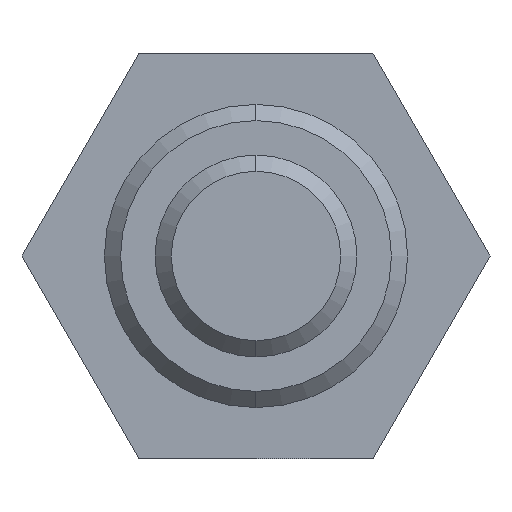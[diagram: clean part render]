
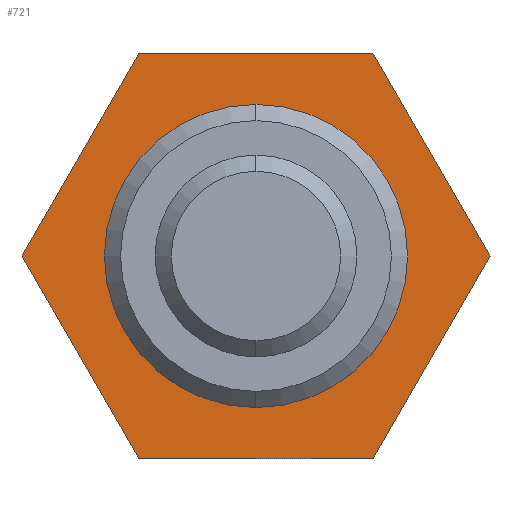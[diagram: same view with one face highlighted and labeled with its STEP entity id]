
A CAD part, front view. The second image highlights one B-rep face of the part: STEP entity #721.
In plain terms, the highlighted planar face has unit normal (0, -1, 0).
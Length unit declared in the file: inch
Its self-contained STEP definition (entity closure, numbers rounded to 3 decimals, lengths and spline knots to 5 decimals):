
#30 = VECTOR ( 'NONE', #62, 39.37008 ) ;
#31 = LINE ( 'NONE', #759, #30 ) ;
#36 = VECTOR ( 'NONE', #270, 39.37008 ) ;
#39 = VECTOR ( 'NONE', #663, 39.37008 ) ;
#40 = LINE ( 'NONE', #202, #36 ) ;
#41 = VECTOR ( 'NONE', #57, 39.37008 ) ;
#42 = LINE ( 'NONE', #562, #39 ) ;
#43 = VECTOR ( 'NONE', #987, 39.37008 ) ;
#45 = LINE ( 'NONE', #993, #41 ) ;
#56 = LINE ( 'NONE', #266, #43 ) ;
#57 = DIRECTION ( 'NONE',  ( 0.5, 0., -0.866 ) ) ;
#61 = DIRECTION ( 'NONE',  ( 1., 0., 0. ) ) ;
#62 = DIRECTION ( 'NONE',  ( 0.5, 0., 0.866 ) ) ;
#69 = VECTOR ( 'NONE', #61, 39.37008 ) ;
#87 = DIRECTION ( 'NONE',  ( 0., -1., 0. ) ) ;
#104 = ORIENTED_EDGE ( 'NONE', *, *, #856, .T. ) ;
#123 = CARTESIAN_POINT ( 'NONE',  ( -1.50815, -2.853, -0.84326 ) ) ;
#184 = FACE_BOUND ( 'NONE', #491, .T. ) ;
#202 = CARTESIAN_POINT ( 'NONE',  ( -1.65249, -2.853, -0.40626 ) ) ;
#203 = FACE_OUTER_BOUND ( 'NONE', #625, .T. ) ;
#219 = CIRCLE ( 'NONE', #490, 0.187 ) ;
#247 = VERTEX_POINT ( 'NONE', #407 ) ;
#251 = VERTEX_POINT ( 'NONE', #382 ) ;
#258 = CARTESIAN_POINT ( 'NONE',  ( -1.50815, -2.853, -0.65626 ) ) ;
#266 = CARTESIAN_POINT ( 'NONE',  ( -1.36382, -2.853, -0.40626 ) ) ;
#270 = DIRECTION ( 'NONE',  ( -0.5, 0., -0.866 ) ) ;
#274 = ORIENTED_EDGE ( 'NONE', *, *, #861, .T. ) ;
#288 = CIRCLE ( 'NONE', #529, 0.187 ) ;
#292 = CARTESIAN_POINT ( 'NONE',  ( -1.36382, -2.853, -0.40626 ) ) ;
#323 = DIRECTION ( 'NONE',  ( 0., 0., -1. ) ) ;
#343 = CARTESIAN_POINT ( 'NONE',  ( -1.79683, -2.853, -0.65626 ) ) ;
#355 = CARTESIAN_POINT ( 'NONE',  ( -1.50815, -2.853, -0.65626 ) ) ;
#382 = CARTESIAN_POINT ( 'NONE',  ( -1.65249, -2.853, -0.40626 ) ) ;
#407 = CARTESIAN_POINT ( 'NONE',  ( -1.36382, -2.853, -0.90626 ) ) ;
#411 = VERTEX_POINT ( 'NONE', #893 ) ;
#415 = DIRECTION ( 'NONE',  ( 0., 0., -1. ) ) ;
#425 = VERTEX_POINT ( 'NONE', #343 ) ;
#428 = VERTEX_POINT ( 'NONE', #929 ) ;
#482 = AXIS2_PLACEMENT_3D ( 'NONE', #591, #87, #599 ) ;
#487 = VERTEX_POINT ( 'NONE', #292 ) ;
#490 = AXIS2_PLACEMENT_3D ( 'NONE', #258, #842, #323 ) ;
#491 = EDGE_LOOP ( 'NONE', ( #919, #942 ) ) ;
#504 = PLANE ( 'NONE',  #482 ) ;
#529 = AXIS2_PLACEMENT_3D ( 'NONE', #355, #946, #415 ) ;
#535 = EDGE_CURVE ( 'NONE', #930, #939, #288, .T. ) ;
#554 = ORIENTED_EDGE ( 'NONE', *, *, #853, .T. ) ;
#562 = CARTESIAN_POINT ( 'NONE',  ( -1.21948, -2.853, -0.65626 ) ) ;
#564 = CARTESIAN_POINT ( 'NONE',  ( -1.65249, -2.853, -0.90626 ) ) ;
#591 = CARTESIAN_POINT ( 'NONE',  ( -1.65249, -2.853, -0.40626 ) ) ;
#599 = DIRECTION ( 'NONE',  ( 0., 0., -1. ) ) ;
#625 = EDGE_LOOP ( 'NONE', ( #777, #274, #554, #815, #1005, #104 ) ) ;
#663 = DIRECTION ( 'NONE',  ( -0.5, 0., 0.866 ) ) ;
#700 = EDGE_CURVE ( 'NONE', #939, #930, #219, .T. ) ;
#721 = ADVANCED_FACE ( 'NONE', ( #184, #203 ), #504, .T. ) ;
#759 = CARTESIAN_POINT ( 'NONE',  ( -1.36382, -2.853, -0.90626 ) ) ;
#777 = ORIENTED_EDGE ( 'NONE', *, *, #849, .T. ) ;
#815 = ORIENTED_EDGE ( 'NONE', *, *, #822, .T. ) ;
#822 = EDGE_CURVE ( 'NONE', #428, #247, #958, .T. ) ;
#842 = DIRECTION ( 'NONE',  ( 0., -1., 0. ) ) ;
#849 = EDGE_CURVE ( 'NONE', #487, #251, #56, .T. ) ;
#851 = CARTESIAN_POINT ( 'NONE',  ( -1.50815, -2.853, -0.46926 ) ) ;
#853 = EDGE_CURVE ( 'NONE', #425, #428, #45, .T. ) ;
#856 = EDGE_CURVE ( 'NONE', #411, #487, #42, .T. ) ;
#861 = EDGE_CURVE ( 'NONE', #251, #425, #40, .T. ) ;
#868 = EDGE_CURVE ( 'NONE', #247, #411, #31, .T. ) ;
#893 = CARTESIAN_POINT ( 'NONE',  ( -1.21948, -2.853, -0.65626 ) ) ;
#919 = ORIENTED_EDGE ( 'NONE', *, *, #700, .F. ) ;
#929 = CARTESIAN_POINT ( 'NONE',  ( -1.65249, -2.853, -0.90626 ) ) ;
#930 = VERTEX_POINT ( 'NONE', #123 ) ;
#939 = VERTEX_POINT ( 'NONE', #851 ) ;
#942 = ORIENTED_EDGE ( 'NONE', *, *, #535, .F. ) ;
#946 = DIRECTION ( 'NONE',  ( 0., -1., 0. ) ) ;
#958 = LINE ( 'NONE', #564, #69 ) ;
#987 = DIRECTION ( 'NONE',  ( -1., 0., 0. ) ) ;
#993 = CARTESIAN_POINT ( 'NONE',  ( -1.79683, -2.853, -0.65626 ) ) ;
#1005 = ORIENTED_EDGE ( 'NONE', *, *, #868, .T. ) ;
